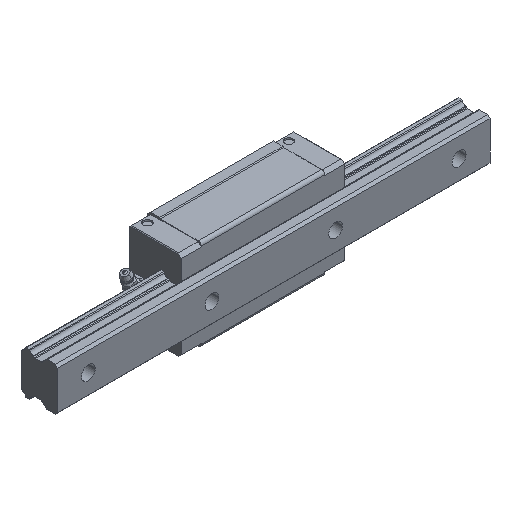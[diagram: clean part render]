
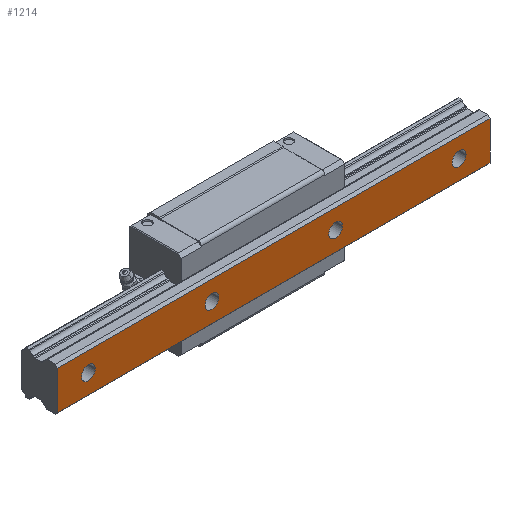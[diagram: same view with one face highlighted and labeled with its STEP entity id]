
A CAD part, isometric view. The second image highlights one B-rep face of the part: STEP entity #1214.
In plain terms, the highlighted planar face has unit normal (0, -1, 0).
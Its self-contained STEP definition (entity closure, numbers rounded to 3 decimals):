
#1214 = ADVANCED_FACE( '', ( #3552, #3553, #3554, #3555, #3556 ), #3557, .T. );
#1316 = VERTEX_POINT( '', #3668 );
#1444 = EDGE_CURVE( '', #2578, #1872, #3804, .T. );
#1452 = EDGE_CURVE( '', #2942, #3262, #3813, .T. );
#1454 = EDGE_CURVE( '', #1316, #1812, #3815, .T. );
#1468 = EDGE_CURVE( '', #1856, #2578, #3829, .T. );
#1802 = EDGE_CURVE( '', #2302, #3152, #4197, .T. );
#1812 = VERTEX_POINT( '', #4207 );
#1856 = VERTEX_POINT( '', #4256 );
#1872 = VERTEX_POINT( '', #4273 );
#1984 = EDGE_CURVE( '', #2210, #2064, #4401, .T. );
#2064 = VERTEX_POINT( '', #4491 );
#2210 = VERTEX_POINT( '', #4652 );
#2246 = EDGE_CURVE( '', #3152, #2302, #4691, .T. );
#2302 = VERTEX_POINT( '', #4750 );
#2458 = VERTEX_POINT( '', #4925 );
#2562 = EDGE_CURVE( '', #2064, #2210, #5045, .T. );
#2578 = VERTEX_POINT( '', #5061 );
#2842 = EDGE_CURVE( '', #3262, #2942, #5350, .T. );
#2942 = VERTEX_POINT( '', #5461 );
#2970 = EDGE_CURVE( '', #1856, #2458, #5489, .T. );
#2998 = EDGE_CURVE( '', #1872, #2458, #5517, .T. );
#3050 = EDGE_CURVE( '', #1812, #1316, #5577, .T. );
#3152 = VERTEX_POINT( '', #5685 );
#3262 = VERTEX_POINT( '', #5807 );
#3552 = FACE_BOUND( '', #6132, .T. );
#3553 = FACE_BOUND( '', #6133, .T. );
#3554 = FACE_BOUND( '', #6134, .T. );
#3555 = FACE_BOUND( '', #6135, .T. );
#3556 = FACE_OUTER_BOUND( '', #6136, .T. );
#3557 = PLANE( '', #6137 );
#3668 = CARTESIAN_POINT( '', ( 75.5, 0., 0. ) );
#3804 = LINE( '', #6481, #6482 );
#3813 = CIRCLE( '', #6494, 4.5 );
#3815 = CIRCLE( '', #6497, 4.5 );
#3829 = LINE( '', #6518, #6519 );
#4197 = CIRCLE( '', #7067, 4.5 );
#4207 = CARTESIAN_POINT( '', ( 84.5, 0., 0. ) );
#4256 = CARTESIAN_POINT( '', ( -20., 0., 12.5 ) );
#4273 = CARTESIAN_POINT( '', ( 260., 0., -12.5 ) );
#4401 = CIRCLE( '', #7348, 4.5 );
#4491 = CARTESIAN_POINT( '', ( 235.5, 0., 0. ) );
#4652 = CARTESIAN_POINT( '', ( 244.5, 0., 0. ) );
#4691 = CIRCLE( '', #7782, 4.5 );
#4750 = CARTESIAN_POINT( '', ( 155.5, 0., 0. ) );
#4925 = CARTESIAN_POINT( '', ( 260., 0., 12.5 ) );
#5045 = CIRCLE( '', #8271, 4.5 );
#5061 = CARTESIAN_POINT( '', ( -20., 0., -12.5 ) );
#5350 = CIRCLE( '', #8749, 4.5 );
#5461 = CARTESIAN_POINT( '', ( -4.5, 0., 0. ) );
#5489 = LINE( '', #8961, #8962 );
#5517 = LINE( '', #8998, #8999 );
#5577 = CIRCLE( '', #9083, 4.5 );
#5685 = CARTESIAN_POINT( '', ( 164.5, 0., 0. ) );
#5807 = CARTESIAN_POINT( '', ( 4.5, 0., 0. ) );
#6132 = EDGE_LOOP( '', ( #9839, #9840 ) );
#6133 = EDGE_LOOP( '', ( #9841, #9842 ) );
#6134 = EDGE_LOOP( '', ( #9843, #9844 ) );
#6135 = EDGE_LOOP( '', ( #9845, #9846 ) );
#6136 = EDGE_LOOP( '', ( #9847, #9848, #9849, #9850 ) );
#6137 = AXIS2_PLACEMENT_3D( '', #9851, #9852, #9853 );
#6481 = CARTESIAN_POINT( '', ( -20., 0., -12.5 ) );
#6482 = VECTOR( '', #10102, 1. );
#6494 = AXIS2_PLACEMENT_3D( '', #10111, #10112, #10113 );
#6497 = AXIS2_PLACEMENT_3D( '', #10114, #10115, #10116 );
#6518 = CARTESIAN_POINT( '', ( -20., 0., 12.5 ) );
#6519 = VECTOR( '', #10120, 1. );
#7067 = AXIS2_PLACEMENT_3D( '', #10565, #10566, #10567 );
#7348 = AXIS2_PLACEMENT_3D( '', #10802, #10803, #10804 );
#7782 = AXIS2_PLACEMENT_3D( '', #11139, #11140, #11141 );
#8271 = AXIS2_PLACEMENT_3D( '', #11561, #11562, #11563 );
#8749 = AXIS2_PLACEMENT_3D( '', #11928, #11929, #11930 );
#8961 = CARTESIAN_POINT( '', ( -20., 0., 12.5 ) );
#8962 = VECTOR( '', #12046, 1. );
#8998 = CARTESIAN_POINT( '', ( 260., 0., 12.5 ) );
#8999 = VECTOR( '', #12057, 1. );
#9083 = AXIS2_PLACEMENT_3D( '', #12162, #12163, #12164 );
#9839 = ORIENTED_EDGE( '', *, *, #3050, .T. );
#9840 = ORIENTED_EDGE( '', *, *, #1454, .T. );
#9841 = ORIENTED_EDGE( '', *, *, #2246, .T. );
#9842 = ORIENTED_EDGE( '', *, *, #1802, .T. );
#9843 = ORIENTED_EDGE( '', *, *, #1984, .T. );
#9844 = ORIENTED_EDGE( '', *, *, #2562, .T. );
#9845 = ORIENTED_EDGE( '', *, *, #2842, .T. );
#9846 = ORIENTED_EDGE( '', *, *, #1452, .T. );
#9847 = ORIENTED_EDGE( '', *, *, #2998, .T. );
#9848 = ORIENTED_EDGE( '', *, *, #2970, .F. );
#9849 = ORIENTED_EDGE( '', *, *, #1468, .T. );
#9850 = ORIENTED_EDGE( '', *, *, #1444, .T. );
#9851 = CARTESIAN_POINT( '', ( -20., 0., -12.5 ) );
#9852 = DIRECTION( '', ( 0., -1., 0. ) );
#9853 = DIRECTION( '', ( 0., 0., -1. ) );
#10102 = DIRECTION( '', ( 1., 0., 0. ) );
#10111 = CARTESIAN_POINT( '', ( 0., 0., 0. ) );
#10112 = DIRECTION( '', ( 0., 1., 0. ) );
#10113 = DIRECTION( '', ( 1., 0., 0. ) );
#10114 = CARTESIAN_POINT( '', ( 80., 0., 0. ) );
#10115 = DIRECTION( '', ( 0., 1., 0. ) );
#10116 = DIRECTION( '', ( 1., 0., 0. ) );
#10120 = DIRECTION( '', ( 0., 0., -1. ) );
#10565 = CARTESIAN_POINT( '', ( 160., 0., 0. ) );
#10566 = DIRECTION( '', ( 0., 1., 0. ) );
#10567 = DIRECTION( '', ( 1., 0., 0. ) );
#10802 = CARTESIAN_POINT( '', ( 240., 0., 0. ) );
#10803 = DIRECTION( '', ( 0., 1., 0. ) );
#10804 = DIRECTION( '', ( 1., 0., 0. ) );
#11139 = CARTESIAN_POINT( '', ( 160., 0., 0. ) );
#11140 = DIRECTION( '', ( 0., 1., 0. ) );
#11141 = DIRECTION( '', ( 1., 0., 0. ) );
#11561 = CARTESIAN_POINT( '', ( 240., 0., 0. ) );
#11562 = DIRECTION( '', ( 0., 1., 0. ) );
#11563 = DIRECTION( '', ( 1., 0., 0. ) );
#11928 = CARTESIAN_POINT( '', ( 0., 0., 0. ) );
#11929 = DIRECTION( '', ( 0., 1., 0. ) );
#11930 = DIRECTION( '', ( 1., 0., 0. ) );
#12046 = DIRECTION( '', ( 1., 0., 0. ) );
#12057 = DIRECTION( '', ( 0., 0., 1. ) );
#12162 = CARTESIAN_POINT( '', ( 80., 0., 0. ) );
#12163 = DIRECTION( '', ( 0., 1., 0. ) );
#12164 = DIRECTION( '', ( 1., 0., 0. ) );
